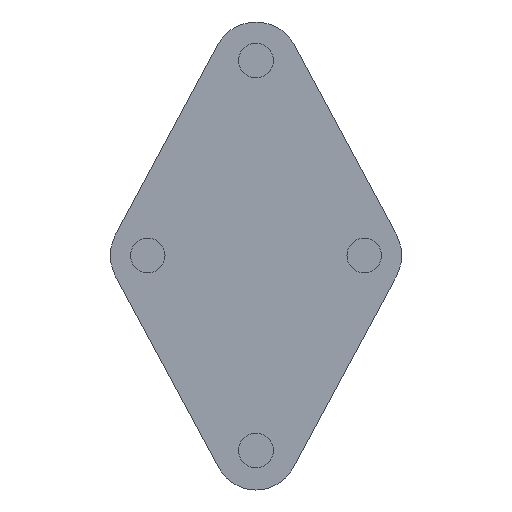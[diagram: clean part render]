
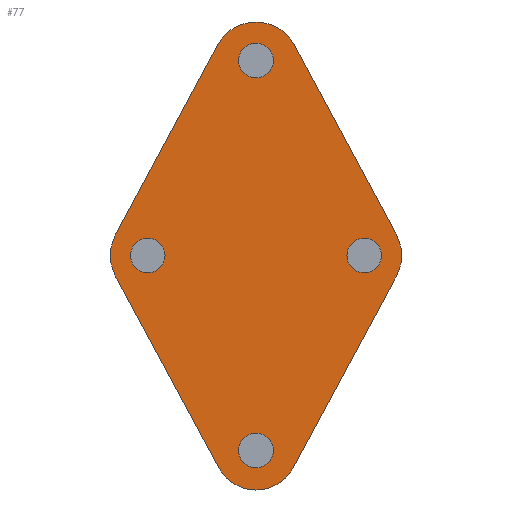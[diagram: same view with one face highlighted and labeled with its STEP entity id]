
A CAD part, front view. The second image highlights one B-rep face of the part: STEP entity #77.
In plain terms, the highlighted planar face has unit normal (0, -1, 0).
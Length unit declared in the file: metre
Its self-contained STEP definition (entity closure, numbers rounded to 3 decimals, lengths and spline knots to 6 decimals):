
#77=ADVANCED_FACE('0:14268',(#120,#121,#122,#123,#124),#125,.F.);
#120=FACE_BOUND('',#182,.T.);
#121=FACE_BOUND('',#183,.T.);
#122=FACE_BOUND('',#184,.T.);
#123=FACE_BOUND('',#185,.T.);
#124=FACE_OUTER_BOUND('',#186,.T.);
#125=PLANE('',#187);
#182=EDGE_LOOP('',(#306,#307));
#183=EDGE_LOOP('',(#308,#309));
#184=EDGE_LOOP('',(#310,#311));
#185=EDGE_LOOP('',(#312,#313));
#186=EDGE_LOOP('',(#314,#315,#316,#317,#318,#319,#320,#321,#322,#323,#324,#325));
#187=AXIS2_PLACEMENT_3D('',#326,#327,#328);
#306=ORIENTED_EDGE('',*,*,#435,.F.);
#307=ORIENTED_EDGE('',*,*,#469,.F.);
#308=ORIENTED_EDGE('',*,*,#439,.F.);
#309=ORIENTED_EDGE('',*,*,#470,.F.);
#310=ORIENTED_EDGE('',*,*,#443,.F.);
#311=ORIENTED_EDGE('',*,*,#471,.F.);
#312=ORIENTED_EDGE('',*,*,#447,.F.);
#313=ORIENTED_EDGE('',*,*,#472,.F.);
#314=ORIENTED_EDGE('',*,*,#463,.F.);
#315=ORIENTED_EDGE('',*,*,#473,.F.);
#316=ORIENTED_EDGE('',*,*,#474,.F.);
#317=ORIENTED_EDGE('',*,*,#451,.F.);
#318=ORIENTED_EDGE('',*,*,#475,.F.);
#319=ORIENTED_EDGE('',*,*,#476,.F.);
#320=ORIENTED_EDGE('',*,*,#455,.F.);
#321=ORIENTED_EDGE('',*,*,#477,.F.);
#322=ORIENTED_EDGE('',*,*,#478,.F.);
#323=ORIENTED_EDGE('',*,*,#459,.F.);
#324=ORIENTED_EDGE('',*,*,#467,.F.);
#325=ORIENTED_EDGE('',*,*,#464,.F.);
#326=CARTESIAN_POINT('',(0.0,-0.005,0.0));
#327=DIRECTION('',(0.0,1.0,0.0));
#328=DIRECTION('',(0.0,0.0,1.0));
#435=EDGE_CURVE('0:14328',#513,#509,#515,.T.);
#439=EDGE_CURVE('0:14322',#521,#517,#523,.T.);
#443=EDGE_CURVE('0:14316',#529,#525,#531,.T.);
#447=EDGE_CURVE('0:14310',#537,#533,#539,.T.);
#451=EDGE_CURVE('1:1320',#545,#541,#547,.T.);
#455=EDGE_CURVE('1:5834',#553,#549,#555,.T.);
#459=EDGE_CURVE('1:9216',#561,#557,#563,.T.);
#463=EDGE_CURVE('1:10274',#569,#565,#571,.T.);
#464=EDGE_CURVE('1:10274',#565,#572,#573,.T.);
#467=EDGE_CURVE('0:14295',#572,#561,#577,.T.);
#469=EDGE_CURVE('0:14328',#509,#513,#579,.T.);
#470=EDGE_CURVE('0:14322',#517,#521,#580,.T.);
#471=EDGE_CURVE('0:14316',#525,#529,#581,.T.);
#472=EDGE_CURVE('0:14310',#533,#537,#582,.T.);
#473=EDGE_CURVE('0:14286',#583,#569,#584,.T.);
#474=EDGE_CURVE('1:1320',#541,#583,#585,.T.);
#475=EDGE_CURVE('0:14274',#586,#545,#587,.T.);
#476=EDGE_CURVE('1:5834',#549,#586,#588,.T.);
#477=EDGE_CURVE('0:14304',#589,#553,#590,.T.);
#478=EDGE_CURVE('1:9216',#557,#589,#591,.T.);
#509=VERTEX_POINT('',#625);
#513=VERTEX_POINT('',#630);
#515=CIRCLE('',#633,0.004);
#517=VERTEX_POINT('',#635);
#521=VERTEX_POINT('',#640);
#523=CIRCLE('',#643,0.004);
#525=VERTEX_POINT('',#645);
#529=VERTEX_POINT('',#650);
#531=CIRCLE('',#653,0.004);
#533=VERTEX_POINT('',#655);
#537=VERTEX_POINT('',#660);
#539=CIRCLE('',#663,0.004);
#541=VERTEX_POINT('',#665);
#545=VERTEX_POINT('',#670);
#547=CIRCLE('',#673,0.00979);
#549=VERTEX_POINT('',#675);
#553=VERTEX_POINT('',#680);
#555=CIRCLE('',#683,0.00998);
#557=VERTEX_POINT('',#685);
#561=VERTEX_POINT('',#690);
#563=CIRCLE('',#693,0.01);
#565=VERTEX_POINT('',#695);
#569=VERTEX_POINT('',#700);
#571=CIRCLE('',#703,0.01);
#572=VERTEX_POINT('',#704);
#573=CIRCLE('',#705,0.01);
#577=LINE('',#710,#711);
#579=CIRCLE('',#714,0.004);
#580=CIRCLE('',#715,0.004);
#581=CIRCLE('',#716,0.004);
#582=CIRCLE('',#717,0.004);
#583=VERTEX_POINT('',#718);
#584=LINE('',#719,#720);
#585=CIRCLE('',#721,0.00979);
#586=VERTEX_POINT('',#722);
#587=LINE('',#723,#724);
#588=CIRCLE('',#725,0.00998);
#589=VERTEX_POINT('',#726);
#590=LINE('',#727,#728);
#591=CIRCLE('',#729,0.01);
#625=CARTESIAN_POINT('',(-0.004,-0.005,-0.045));
#630=CARTESIAN_POINT('',(0.004,-0.005,-0.045));
#633=AXIS2_PLACEMENT_3D('',#781,#782,#783);
#635=CARTESIAN_POINT('',(-0.004,-0.005,0.045));
#640=CARTESIAN_POINT('',(0.004,-0.005,0.045));
#643=AXIS2_PLACEMENT_3D('',#789,#790,#791);
#645=CARTESIAN_POINT('',(0.021,-0.005,0.));
#650=CARTESIAN_POINT('',(0.029,-0.005,0.));
#653=AXIS2_PLACEMENT_3D('',#797,#798,#799);
#655=CARTESIAN_POINT('',(-0.029,-0.005,0.));
#660=CARTESIAN_POINT('',(-0.021,-0.005,0.));
#663=AXIS2_PLACEMENT_3D('',#805,#806,#807);
#665=CARTESIAN_POINT('',(0.,-0.005,-0.05414));
#670=CARTESIAN_POINT('',(0.00862,-0.005,-0.048992));
#673=AXIS2_PLACEMENT_3D('',#813,#814,#815);
#675=CARTESIAN_POINT('',(0.033645,-0.005,0.));
#680=CARTESIAN_POINT('',(0.032452,-0.005,0.004732));
#683=AXIS2_PLACEMENT_3D('',#821,#822,#823);
#685=CARTESIAN_POINT('',(0.,-0.005,0.053907));
#690=CARTESIAN_POINT('',(-0.008805,-0.005,0.048648));
#693=AXIS2_PLACEMENT_3D('',#829,#830,#831);
#695=CARTESIAN_POINT('',(-0.033642,-0.005,0.));
#700=CARTESIAN_POINT('',(-0.032447,-0.005,-0.004741));
#703=AXIS2_PLACEMENT_3D('',#837,#838,#839);
#704=CARTESIAN_POINT('',(-0.032447,-0.005,0.004741));
#705=AXIS2_PLACEMENT_3D('',#840,#841,#842);
#710=CARTESIAN_POINT('',(-0.022317,-0.005,0.023555));
#711=VECTOR('',#847,1.0);
#714=AXIS2_PLACEMENT_3D('',#849,#850,#851);
#715=AXIS2_PLACEMENT_3D('',#852,#853,#854);
#716=AXIS2_PLACEMENT_3D('',#855,#856,#857);
#717=AXIS2_PLACEMENT_3D('',#858,#859,#860);
#718=CARTESIAN_POINT('',(-0.00862,-0.005,-0.048992));
#719=CARTESIAN_POINT('',(-0.022317,-0.005,-0.023555));
#720=VECTOR('',#861,1.0);
#721=AXIS2_PLACEMENT_3D('',#862,#863,#864);
#722=CARTESIAN_POINT('',(0.032452,-0.005,-0.004732));
#723=CARTESIAN_POINT('',(0.022317,-0.005,-0.023555));
#724=VECTOR('',#865,1.0);
#725=AXIS2_PLACEMENT_3D('',#866,#867,#868);
#726=CARTESIAN_POINT('',(0.008805,-0.005,0.048648));
#727=CARTESIAN_POINT('',(0.022317,-0.005,0.023555));
#728=VECTOR('',#869,1.0);
#729=AXIS2_PLACEMENT_3D('',#870,#871,#872);
#781=CARTESIAN_POINT('',(0.,-0.005,-0.045));
#782=DIRECTION('',(-0.0,-1.0,-0.0));
#783=DIRECTION('',(-1.0,0.0,0.0));
#789=CARTESIAN_POINT('',(0.,-0.005,0.045));
#790=DIRECTION('',(-0.0,-1.0,-0.0));
#791=DIRECTION('',(-1.0,0.0,0.0));
#797=CARTESIAN_POINT('',(0.025,-0.005,0.0));
#798=DIRECTION('',(-0.0,-1.0,-0.0));
#799=DIRECTION('',(-1.0,0.0,0.0));
#805=CARTESIAN_POINT('',(-0.025,-0.005,0.0));
#806=DIRECTION('',(-0.0,-1.0,-0.0));
#807=DIRECTION('',(-1.0,0.0,0.0));
#813=CARTESIAN_POINT('',(0.,-0.005,-0.04435));
#814=DIRECTION('',(0.0,1.0,0.0));
#815=DIRECTION('',(0.,0.0,-1.0));
#821=CARTESIAN_POINT('',(0.023665,-0.005,0.));
#822=DIRECTION('',(0.0,1.0,0.0));
#823=DIRECTION('',(1.0,0.0,0.));
#829=CARTESIAN_POINT('',(0.,-0.005,0.043907));
#830=DIRECTION('',(0.0,1.0,0.0));
#831=DIRECTION('',(0.0,0.0,1.0));
#837=CARTESIAN_POINT('',(-0.023642,-0.005,0.));
#838=DIRECTION('',(0.0,1.0,0.0));
#839=DIRECTION('',(-1.0,0.0,0.0));
#840=CARTESIAN_POINT('',(-0.023642,-0.005,0.));
#841=DIRECTION('',(0.0,1.0,0.0));
#842=DIRECTION('',(-1.0,0.0,0.0));
#847=DIRECTION('',(0.474,-0.0,0.88));
#849=CARTESIAN_POINT('',(0.,-0.005,-0.045));
#850=DIRECTION('',(-0.0,-1.0,-0.0));
#851=DIRECTION('',(-1.0,0.0,0.0));
#852=CARTESIAN_POINT('',(0.,-0.005,0.045));
#853=DIRECTION('',(-0.0,-1.0,-0.0));
#854=DIRECTION('',(-1.0,0.0,0.0));
#855=CARTESIAN_POINT('',(0.025,-0.005,0.0));
#856=DIRECTION('',(-0.0,-1.0,-0.0));
#857=DIRECTION('',(-1.0,0.0,0.0));
#858=CARTESIAN_POINT('',(-0.025,-0.005,0.0));
#859=DIRECTION('',(-0.0,-1.0,-0.0));
#860=DIRECTION('',(-1.0,0.0,0.0));
#861=DIRECTION('',(-0.474,0.0,0.88));
#862=CARTESIAN_POINT('',(0.,-0.005,-0.04435));
#863=DIRECTION('',(0.0,1.0,0.0));
#864=DIRECTION('',(0.,0.0,-1.0));
#865=DIRECTION('',(-0.474,0.0,-0.88));
#866=CARTESIAN_POINT('',(0.023665,-0.005,0.));
#867=DIRECTION('',(0.0,1.0,0.0));
#868=DIRECTION('',(1.0,0.0,0.));
#869=DIRECTION('',(0.474,0.0,-0.88));
#870=CARTESIAN_POINT('',(0.,-0.005,0.043907));
#871=DIRECTION('',(0.0,1.0,0.0));
#872=DIRECTION('',(0.0,0.0,1.0));
